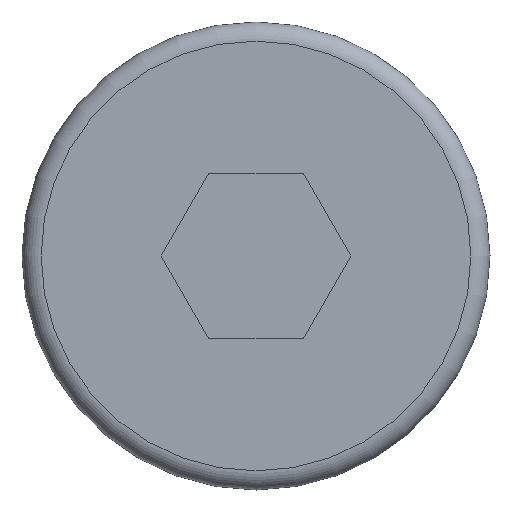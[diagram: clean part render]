
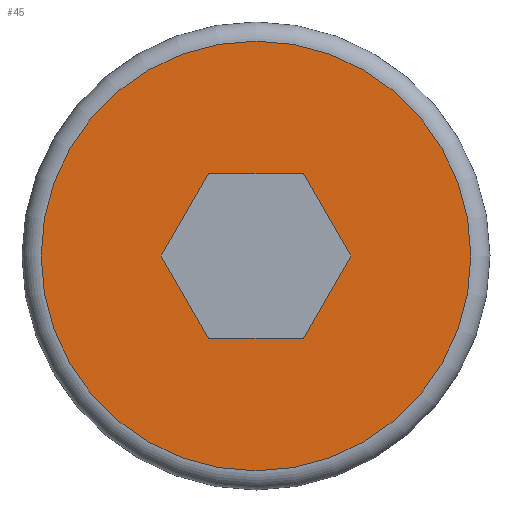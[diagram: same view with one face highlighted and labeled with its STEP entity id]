
A CAD part, left-side view. The second image highlights one B-rep face of the part: STEP entity #45.
In plain terms, the highlighted planar face has unit normal (-1, 0, 0).
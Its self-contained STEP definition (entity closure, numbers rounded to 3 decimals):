
#45 = ADVANCED_FACE( '', ( #104, #105 ), #106, .F. );
#104 = FACE_OUTER_BOUND( '', #187, .T. );
#105 = FACE_BOUND( '', #188, .T. );
#106 = PLANE( '', #189 );
#187 = EDGE_LOOP( '', ( #264 ) );
#188 = EDGE_LOOP( '', ( #265, #266, #267, #268, #269, #270 ) );
#189 = AXIS2_PLACEMENT_3D( '', #271, #272, #273 );
#264 = ORIENTED_EDGE( '', *, *, #410, .F. );
#265 = ORIENTED_EDGE( '', *, *, #411, .F. );
#266 = ORIENTED_EDGE( '', *, *, #412, .F. );
#267 = ORIENTED_EDGE( '', *, *, #413, .F. );
#268 = ORIENTED_EDGE( '', *, *, #414, .F. );
#269 = ORIENTED_EDGE( '', *, *, #415, .F. );
#270 = ORIENTED_EDGE( '', *, *, #416, .F. );
#271 = CARTESIAN_POINT( '', ( 0., 0., 0. ) );
#272 = DIRECTION( '', ( 1., 0., 0. ) );
#273 = DIRECTION( '', ( 0., 0., -1. ) );
#410 = EDGE_CURVE( '', #462, #462, #463, .T. );
#411 = EDGE_CURVE( '', #464, #465, #466, .T. );
#412 = EDGE_CURVE( '', #467, #464, #468, .T. );
#413 = EDGE_CURVE( '', #469, #467, #470, .T. );
#414 = EDGE_CURVE( '', #471, #469, #472, .T. );
#415 = EDGE_CURVE( '', #473, #471, #474, .T. );
#416 = EDGE_CURVE( '', #465, #473, #475, .T. );
#462 = VERTEX_POINT( '', #539 );
#463 = CIRCLE( '', #540, 13.083 );
#464 = VERTEX_POINT( '', #541 );
#465 = VERTEX_POINT( '', #542 );
#466 = LINE( '', #543, #544 );
#467 = VERTEX_POINT( '', #545 );
#468 = LINE( '', #546, #547 );
#469 = VERTEX_POINT( '', #548 );
#470 = LINE( '', #549, #550 );
#471 = VERTEX_POINT( '', #551 );
#472 = LINE( '', #552, #553 );
#473 = VERTEX_POINT( '', #554 );
#474 = LINE( '', #555, #556 );
#475 = LINE( '', #557, #558 );
#539 = CARTESIAN_POINT( '', ( 0., 0., -13.083 ) );
#540 = AXIS2_PLACEMENT_3D( '', #633, #634, #635 );
#541 = CARTESIAN_POINT( '', ( 0., -2.887, 5. ) );
#542 = CARTESIAN_POINT( '', ( 0., 2.887, 5. ) );
#543 = CARTESIAN_POINT( '', ( 0., 0., 5. ) );
#544 = VECTOR( '', #636, 1000. );
#545 = CARTESIAN_POINT( '', ( 0., -5.774, 0. ) );
#546 = CARTESIAN_POINT( '', ( 0., -4.33, 2.5 ) );
#547 = VECTOR( '', #637, 1000. );
#548 = CARTESIAN_POINT( '', ( 0., -2.887, -5. ) );
#549 = CARTESIAN_POINT( '', ( 0., -4.33, -2.5 ) );
#550 = VECTOR( '', #638, 1000. );
#551 = CARTESIAN_POINT( '', ( 0., 2.887, -5. ) );
#552 = CARTESIAN_POINT( '', ( 0., 0., -5. ) );
#553 = VECTOR( '', #639, 1000. );
#554 = CARTESIAN_POINT( '', ( 0., 5.774, 0. ) );
#555 = CARTESIAN_POINT( '', ( 0., 4.33, -2.5 ) );
#556 = VECTOR( '', #640, 1000. );
#557 = CARTESIAN_POINT( '', ( 0., 4.33, 2.5 ) );
#558 = VECTOR( '', #641, 1000. );
#633 = CARTESIAN_POINT( '', ( 0., 0., 0. ) );
#634 = DIRECTION( '', ( 1., 0., 0. ) );
#635 = DIRECTION( '', ( 0., 0., -1. ) );
#636 = DIRECTION( '', ( 0., 1., 0. ) );
#637 = DIRECTION( '', ( 0., 0.5, 0.866 ) );
#638 = DIRECTION( '', ( 0., -0.5, 0.866 ) );
#639 = DIRECTION( '', ( 0., -1., 0. ) );
#640 = DIRECTION( '', ( 0., -0.5, -0.866 ) );
#641 = DIRECTION( '', ( 0., 0.5, -0.866 ) );
